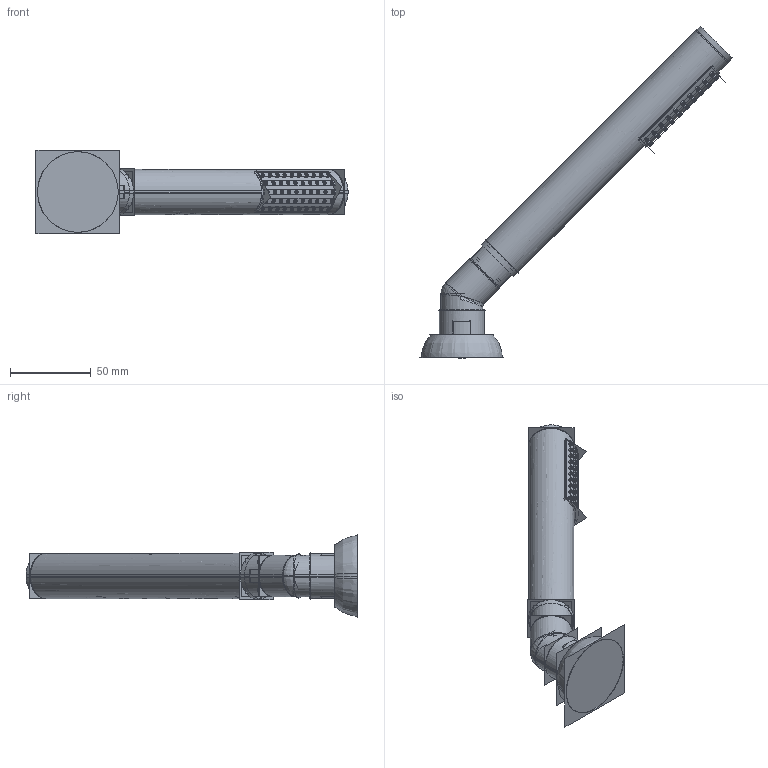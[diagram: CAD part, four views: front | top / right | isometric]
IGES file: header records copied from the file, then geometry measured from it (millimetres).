
Start section:  PTC IGES file: 101DKMT-XX.igs
Global section: file name: 101DKMT-XX.igs; native system: Creo Elements/Pro by Parametric Technology Corporation; preprocessor: 2015070; author: leo; organization: Unknown; date: 20200430.115334; units: inch
Bounding box: 192.68 x 204.95 x 51.79 mm (x, y, z)
Volume: 164377.7 mm3; surface area: 255919.4 mm2
Topology: 4 solids, 4 shells, 746 faces, 3598 edges, 4685 vertices
Faces by surface type: revolution 586, bspline 160
